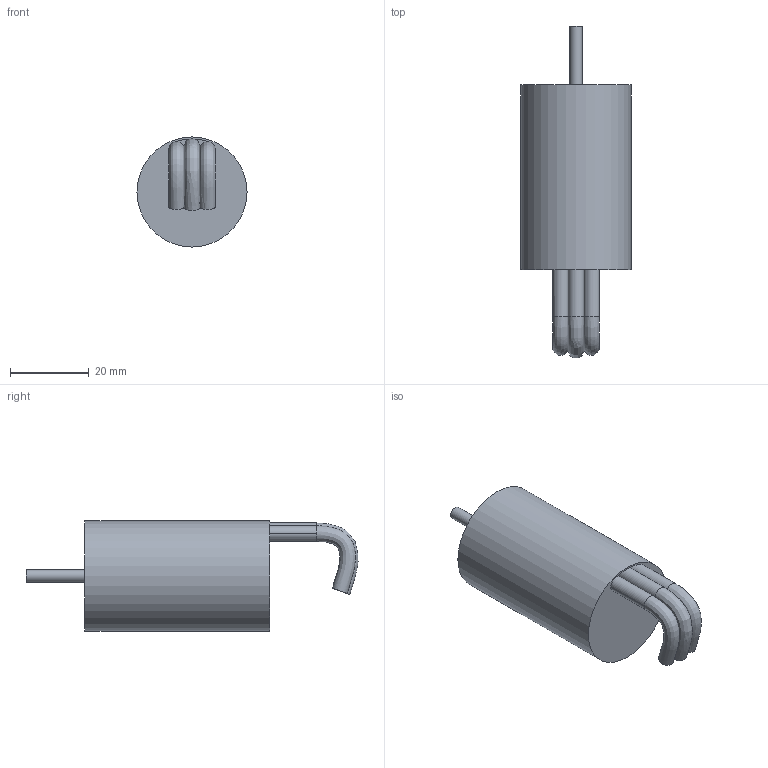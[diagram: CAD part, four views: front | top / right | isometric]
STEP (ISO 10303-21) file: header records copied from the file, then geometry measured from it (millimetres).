
FILE_DESCRIPTION(/* description */ (''),/* implementation_level */ '2;1');
FILE_NAME(/* name */ '2845 3.17mm 2600kv Surpass.step',/* time_stamp */ '2023-05-17T14:30:11-04:00',/* author */ (''),/* organization */ (''),/* preprocessor_version */ 'ST-DEVELOPER v19.2',/* originating_system */ 'Autodesk Translation Framework v12.4.0.73',/* authorisation */ '');
FILE_SCHEMA (('AUTOMOTIVE_DESIGN { 1 0 10303 214 3 1 1 }'));
Length unit declared in the file: inch
Products named in the file (1): 2845 3.17mm 2600kv Surpass
Bounding box: 28 x 84.49 x 28 mm (x, y, z)
Volume: 30110 mm3; surface area: 7154.1 mm2
Topology: 1 solids, 1 shells, 34 faces, 64 edges, 35 vertices
Faces by surface type: cylinder 16, plane 14, bspline 4
Full cylindrical faces by diameter (mm): 3 x4, 3.17 x1, 28 x1
Entity records: 1382 total; most frequent: CARTESIAN_POINT 637, DIRECTION 166, ORIENTED_EDGE 132, AXIS2_PLACEMENT_3D 73, EDGE_CURVE 66, CIRCLE 42, EDGE_LOOP 40, VERTEX_POINT 35
